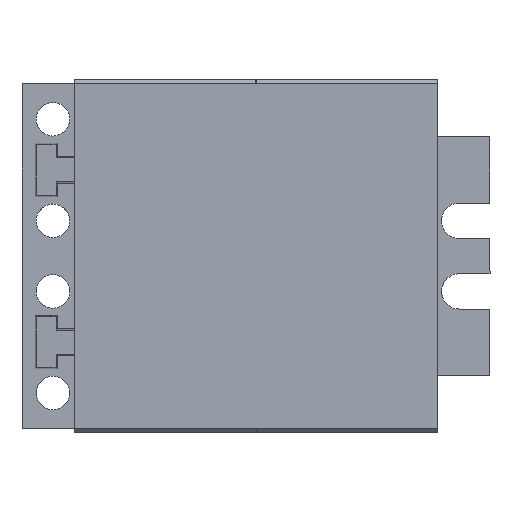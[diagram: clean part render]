
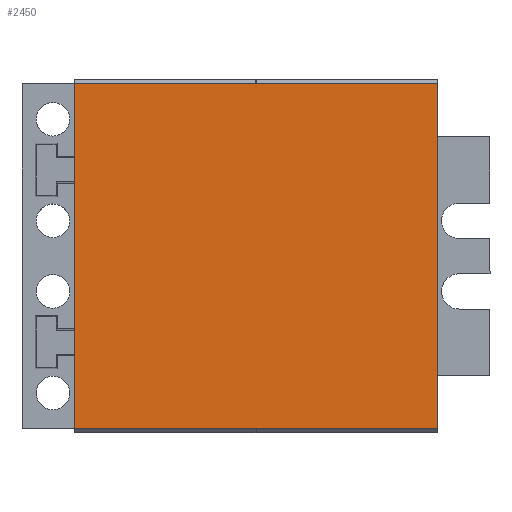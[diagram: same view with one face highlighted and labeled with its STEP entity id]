
A CAD part, top view. The second image highlights one B-rep face of the part: STEP entity #2450.
In plain terms, the highlighted planar face has unit normal (0, 0, 1).
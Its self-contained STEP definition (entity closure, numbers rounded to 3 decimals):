
#2060=CARTESIAN_POINT('',(46.345,1.,15.));
#2070=DIRECTION('',(0.,0.,1.));
#2080=DIRECTION('',(-1.,0.,0.));
#2090=AXIS2_PLACEMENT_3D('',#2060,#2070,#2080);
#2100=PLANE('',#2090);
#2110=CARTESIAN_POINT('',(70.678,-20.5,15.));
#2120=DIRECTION('',(1.,0.,0.));
#2130=VECTOR('',#2120,1.);
#2140=LINE('',#2110,#2130);
#2150=CARTESIAN_POINT('',(15.3,-20.5,15.));
#2160=VERTEX_POINT('',#2150);
#2170=CARTESIAN_POINT('',(54.3,-20.5,15.));
#2180=VERTEX_POINT('',#2170);
#2190=EDGE_CURVE('',#2160,#2180,#2140,.T.);
#2200=ORIENTED_EDGE('',*,*,#2190,.T.);
#2210=CARTESIAN_POINT('',(15.3,29.567,15.));
#2220=DIRECTION('',(0.,-1.,0.));
#2230=VECTOR('',#2220,1.);
#2240=LINE('',#2210,#2230);
#2250=CARTESIAN_POINT('',(15.3,20.5,15.));
#2260=VERTEX_POINT('',#2250);
#2270=EDGE_CURVE('',#2260,#2160,#2240,.T.);
#2280=ORIENTED_EDGE('',*,*,#2270,.T.);
#2290=CARTESIAN_POINT('',(70.678,20.5,15.));
#2300=DIRECTION('',(1.,0.,0.));
#2310=VECTOR('',#2300,1.);
#2320=LINE('',#2290,#2310);
#2330=CARTESIAN_POINT('',(54.3,20.5,15.));
#2340=VERTEX_POINT('',#2330);
#2350=EDGE_CURVE('',#2260,#2340,#2320,.T.);
#2360=ORIENTED_EDGE('',*,*,#2350,.F.);
#2370=CARTESIAN_POINT('',(54.3,-0.25,15.));
#2380=DIRECTION('',(0.,1.,0.));
#2390=VECTOR('',#2380,1.);
#2400=LINE('',#2370,#2390);
#2410=EDGE_CURVE('',#2180,#2340,#2400,.T.);
#2420=ORIENTED_EDGE('',*,*,#2410,.T.);
#2430=EDGE_LOOP('',(#2420,#2360,#2280,#2200));
#2440=FACE_OUTER_BOUND('',#2430,.T.);
#2450=ADVANCED_FACE('',(#2440),#2100,.T.);
